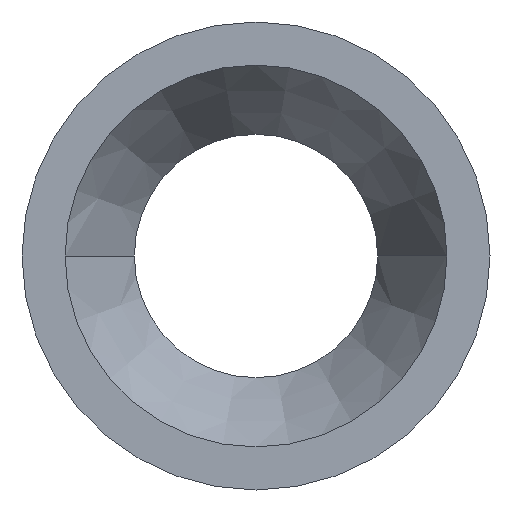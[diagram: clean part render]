
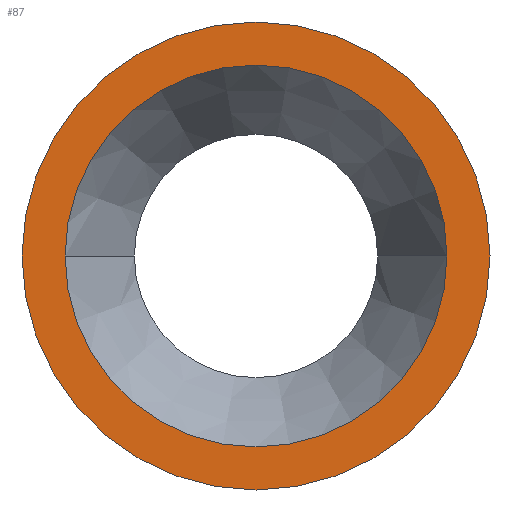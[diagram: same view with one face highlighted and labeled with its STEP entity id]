
A CAD part, left-side view. The second image highlights one B-rep face of the part: STEP entity #87.
In plain terms, the highlighted planar face has unit normal (-1, 0, 0).
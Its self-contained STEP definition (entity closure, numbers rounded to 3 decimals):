
#87 = ADVANCED_FACE( '', ( #115, #116 ), #117, .T. );
#115 = FACE_BOUND( '', #145, .T. );
#116 = FACE_OUTER_BOUND( '', #146, .T. );
#117 = PLANE( '', #147 );
#145 = EDGE_LOOP( '', ( #234, #235 ) );
#146 = EDGE_LOOP( '', ( #236, #237 ) );
#147 = AXIS2_PLACEMENT_3D( '', #238, #239, #240 );
#234 = ORIENTED_EDGE( '', *, *, #275, .F. );
#235 = ORIENTED_EDGE( '', *, *, #251, .F. );
#236 = ORIENTED_EDGE( '', *, *, #255, .T. );
#237 = ORIENTED_EDGE( '', *, *, #274, .T. );
#238 = CARTESIAN_POINT( '', ( 0., 22.7, 0. ) );
#239 = DIRECTION( '', ( -1., 0., 0. ) );
#240 = DIRECTION( '', ( 0., 1., 0. ) );
#251 = EDGE_CURVE( '', #281, #277, #283, .T. );
#255 = EDGE_CURVE( '', #285, #289, #291, .T. );
#274 = EDGE_CURVE( '', #289, #285, #318, .T. );
#275 = EDGE_CURVE( '', #277, #281, #319, .T. );
#277 = VERTEX_POINT( '', #321 );
#281 = VERTEX_POINT( '', #326 );
#283 = CIRCLE( '', #329, 20.4 );
#285 = VERTEX_POINT( '', #331 );
#289 = VERTEX_POINT( '', #336 );
#291 = CIRCLE( '', #339, 25. );
#318 = CIRCLE( '', #374, 25. );
#319 = CIRCLE( '', #375, 20.4 );
#321 = CARTESIAN_POINT( '', ( 0., 20.4, 0. ) );
#326 = CARTESIAN_POINT( '', ( 0., -20.4, 0. ) );
#329 = AXIS2_PLACEMENT_3D( '', #381, #382, #383 );
#331 = CARTESIAN_POINT( '', ( 0., 25., 0. ) );
#336 = CARTESIAN_POINT( '', ( 0., -25., 0. ) );
#339 = AXIS2_PLACEMENT_3D( '', #389, #390, #391 );
#374 = AXIS2_PLACEMENT_3D( '', #430, #431, #432 );
#375 = AXIS2_PLACEMENT_3D( '', #433, #434, #435 );
#381 = CARTESIAN_POINT( '', ( 0., 0., 0. ) );
#382 = DIRECTION( '', ( -1., 0., 0. ) );
#383 = DIRECTION( '', ( 0., 1., 0. ) );
#389 = CARTESIAN_POINT( '', ( 0., 0., 0. ) );
#390 = DIRECTION( '', ( -1., 0., 0. ) );
#391 = DIRECTION( '', ( 0., 1., 0. ) );
#430 = CARTESIAN_POINT( '', ( 0., 0., 0. ) );
#431 = DIRECTION( '', ( -1., 0., 0. ) );
#432 = DIRECTION( '', ( 0., 1., 0. ) );
#433 = CARTESIAN_POINT( '', ( 0., 0., 0. ) );
#434 = DIRECTION( '', ( -1., 0., 0. ) );
#435 = DIRECTION( '', ( 0., 1., 0. ) );
